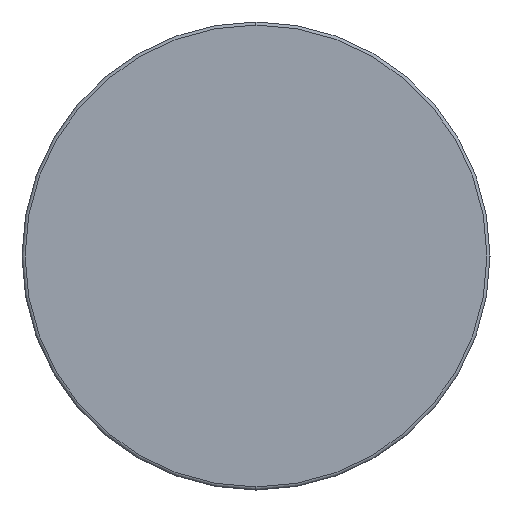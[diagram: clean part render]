
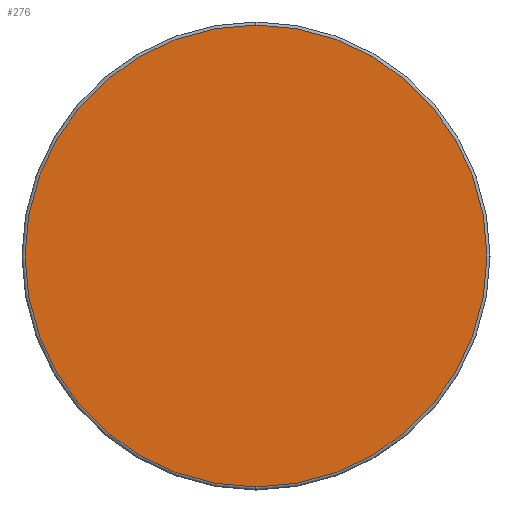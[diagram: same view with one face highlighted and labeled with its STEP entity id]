
A CAD part, left-side view. The second image highlights one B-rep face of the part: STEP entity #276.
In plain terms, the highlighted planar face has unit normal (-1, 0, 0).
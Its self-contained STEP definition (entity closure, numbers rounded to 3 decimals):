
#74 = CARTESIAN_POINT ( 'NONE',  ( -4.25, 1.5, 1.48 ) ) ;
#116 = DIRECTION ( 'NONE',  ( 0., 0., 1. ) ) ;
#123 = DIRECTION ( 'NONE',  ( -1., 0., 0. ) ) ;
#131 = CARTESIAN_POINT ( 'NONE',  ( -4.25, 1.5, 0. ) ) ;
#153 = EDGE_CURVE ( 'NONE', #1589, #1674, #1019, .T. ) ;
#239 = PLANE ( 'NONE',  #921 ) ;
#247 = AXIS2_PLACEMENT_3D ( 'NONE', #131, #123, #116 ) ;
#252 = CARTESIAN_POINT ( 'NONE',  ( -4.25, 0.02, 0. ) ) ;
#267 = EDGE_CURVE ( 'NONE', #1674, #1589, #928, .T. ) ;
#276 = ADVANCED_FACE ( 'NONE', ( #1013 ), #239, .T. ) ;
#921 = AXIS2_PLACEMENT_3D ( 'NONE', #252, #1581, #1003 ) ;
#928 = CIRCLE ( 'NONE', #247, 1.48 ) ;
#1003 = DIRECTION ( 'NONE',  ( 0., 0., 1. ) ) ;
#1013 = FACE_OUTER_BOUND ( 'NONE', #1508, .T. ) ;
#1019 = CIRCLE ( 'NONE', #1474, 1.48 ) ;
#1281 = DIRECTION ( 'NONE',  ( 0., 0., 1. ) ) ;
#1287 = DIRECTION ( 'NONE',  ( -1., 0., 0. ) ) ;
#1288 = CARTESIAN_POINT ( 'NONE',  ( -4.25, 1.5, 0. ) ) ;
#1368 = ORIENTED_EDGE ( 'NONE', *, *, #153, .T. ) ;
#1421 = CARTESIAN_POINT ( 'NONE',  ( -4.25, 1.5, -1.48 ) ) ;
#1474 = AXIS2_PLACEMENT_3D ( 'NONE', #1288, #1287, #1281 ) ;
#1508 = EDGE_LOOP ( 'NONE', ( #1658, #1368 ) ) ;
#1581 = DIRECTION ( 'NONE',  ( -1., 0., 0. ) ) ;
#1589 = VERTEX_POINT ( 'NONE', #1421 ) ;
#1658 = ORIENTED_EDGE ( 'NONE', *, *, #267, .T. ) ;
#1674 = VERTEX_POINT ( 'NONE', #74 ) ;
